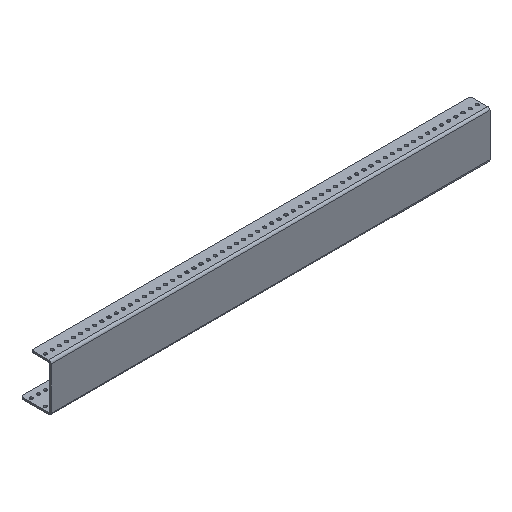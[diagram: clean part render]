
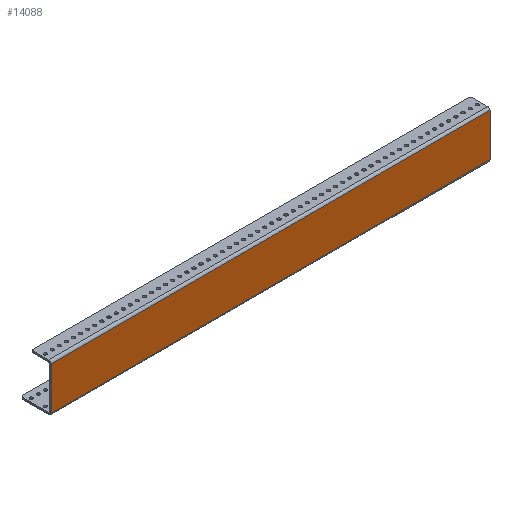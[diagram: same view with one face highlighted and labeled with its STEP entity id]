
A CAD part, isometric view. The second image highlights one B-rep face of the part: STEP entity #14088.
In plain terms, the highlighted planar face has unit normal (0, -1, 0).
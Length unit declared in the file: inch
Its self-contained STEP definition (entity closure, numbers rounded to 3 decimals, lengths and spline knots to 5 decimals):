
#315 = CARTESIAN_POINT ( 'NONE',  ( 0., 0., -3.05 ) ) ;
#879 = DIRECTION ( 'NONE',  ( 0., 0., 1. ) ) ;
#1064 = LINE ( 'NONE', #4305, #5800 ) ;
#1703 = CARTESIAN_POINT ( 'NONE',  ( 0., 0., -3.08 ) ) ;
#3137 = EDGE_CURVE ( 'NONE', #10578, #14523, #8170, .T. ) ;
#3627 = DIRECTION ( 'NONE',  ( 0., 0., -1. ) ) ;
#3638 = VERTEX_POINT ( 'NONE', #11751 ) ;
#3987 = CARTESIAN_POINT ( 'NONE',  ( 0., 0., -0.03 ) ) ;
#4305 = CARTESIAN_POINT ( 'NONE',  ( 31., 0., -3.08 ) ) ;
#4738 = VECTOR ( 'NONE', #879, 39.37008 ) ;
#4739 = AXIS2_PLACEMENT_3D ( 'NONE', #1703, #4801, #3627 ) ;
#4776 = LINE ( 'NONE', #9251, #13831 ) ;
#4801 = DIRECTION ( 'NONE',  ( 0., -1., 0. ) ) ;
#4843 = DIRECTION ( 'NONE',  ( -1., 0., 0. ) ) ;
#5242 = EDGE_CURVE ( 'NONE', #3638, #14523, #1064, .T. ) ;
#5371 = ORIENTED_EDGE ( 'NONE', *, *, #5242, .F. ) ;
#5600 = EDGE_CURVE ( 'NONE', #10578, #6687, #6476, .T. ) ;
#5775 = CARTESIAN_POINT ( 'NONE',  ( 31., 0., -3.05 ) ) ;
#5800 = VECTOR ( 'NONE', #13330, 39.37008 ) ;
#6182 = DIRECTION ( 'NONE',  ( 1., 0., 0. ) ) ;
#6476 = LINE ( 'NONE', #10949, #4738 ) ;
#6687 = VERTEX_POINT ( 'NONE', #3987 ) ;
#7290 = PLANE ( 'NONE',  #4739 ) ;
#7594 = ORIENTED_EDGE ( 'NONE', *, *, #5600, .F. ) ;
#8169 = FACE_OUTER_BOUND ( 'NONE', #13801, .T. ) ;
#8170 = LINE ( 'NONE', #12802, #13237 ) ;
#9251 = CARTESIAN_POINT ( 'NONE',  ( 31., 0., -0.03 ) ) ;
#10079 = EDGE_CURVE ( 'NONE', #3638, #6687, #4776, .T. ) ;
#10578 = VERTEX_POINT ( 'NONE', #315 ) ;
#10922 = ORIENTED_EDGE ( 'NONE', *, *, #3137, .T. ) ;
#10949 = CARTESIAN_POINT ( 'NONE',  ( 0., 0., -3.08 ) ) ;
#11751 = CARTESIAN_POINT ( 'NONE',  ( 31., 0., -0.03 ) ) ;
#12798 = ORIENTED_EDGE ( 'NONE', *, *, #10079, .T. ) ;
#12802 = CARTESIAN_POINT ( 'NONE',  ( 0., 0., -3.05 ) ) ;
#13237 = VECTOR ( 'NONE', #6182, 39.37008 ) ;
#13330 = DIRECTION ( 'NONE',  ( 0., 0., -1. ) ) ;
#13801 = EDGE_LOOP ( 'NONE', ( #5371, #12798, #7594, #10922 ) ) ;
#13831 = VECTOR ( 'NONE', #4843, 39.37008 ) ;
#14088 = ADVANCED_FACE ( 'NONE', ( #8169 ), #7290, .T. ) ;
#14523 = VERTEX_POINT ( 'NONE', #5775 ) ;
